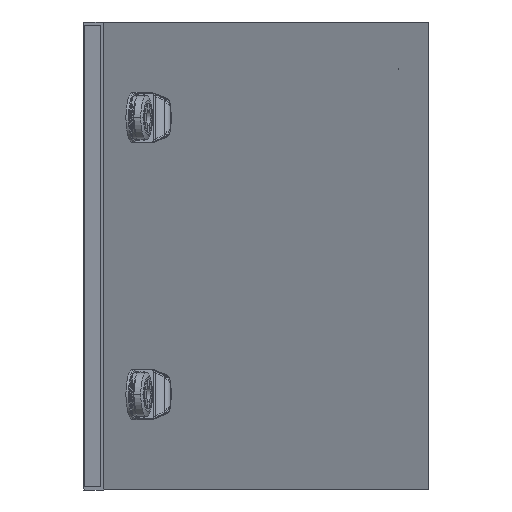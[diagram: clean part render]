
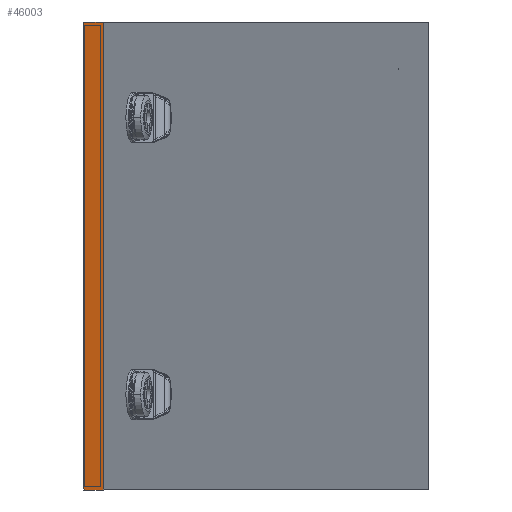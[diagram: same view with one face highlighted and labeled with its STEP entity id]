
A CAD part, front view. The second image highlights one B-rep face of the part: STEP entity #46003.
In plain terms, the highlighted planar face has unit normal (-0.259, -0.966, 0).
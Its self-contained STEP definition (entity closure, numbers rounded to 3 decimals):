
#1043 = EDGE_LOOP ( 'NONE', ( #62424, #96939, #82273, #43095 ) ) ;
#2393 = CARTESIAN_POINT ( 'NONE',  ( -189.082, -699.726, 25. ) ) ;
#2473 = EDGE_CURVE ( 'NONE', #5678, #47721, #98067, .T. ) ;
#5035 = VECTOR ( 'NONE', #108569, 1000. ) ;
#5678 = VERTEX_POINT ( 'NONE', #79139 ) ;
#7069 = CARTESIAN_POINT ( 'NONE',  ( -201.157, -696.493, 25. ) ) ;
#8225 = AXIS2_PLACEMENT_3D ( 'NONE', #104127, #79186, #80275 ) ;
#10149 = DIRECTION ( 'NONE',  ( 0., 0., 1. ) ) ;
#10809 = EDGE_CURVE ( 'NONE', #54637, #99975, #20073, .T. ) ;
#12248 = EDGE_CURVE ( 'NONE', #54637, #47721, #91832, .T. ) ;
#16184 = CARTESIAN_POINT ( 'NONE',  ( -189.082, -699.726, 173. ) ) ;
#20073 = LINE ( 'NONE', #2393, #60632 ) ;
#21939 = FACE_OUTER_BOUND ( 'NONE', #1043, .T. ) ;
#24629 = DIRECTION ( 'NONE',  ( -0.966, 0.259, 0. ) ) ;
#38035 = VECTOR ( 'NONE', #55789, 1000. ) ;
#43095 = ORIENTED_EDGE ( 'NONE', *, *, #12248, .F. ) ;
#46003 = ADVANCED_FACE ( 'NONE', ( #21939 ), #88581, .F. ) ;
#47721 = VERTEX_POINT ( 'NONE', #64362 ) ;
#48578 = CARTESIAN_POINT ( 'NONE',  ( -186.34, -700.46, -123. ) ) ;
#54637 = VERTEX_POINT ( 'NONE', #56387 ) ;
#55241 = CARTESIAN_POINT ( 'NONE',  ( -186.34, -700.46, 173. ) ) ;
#55789 = DIRECTION ( 'NONE',  ( -0.966, 0.259, 0. ) ) ;
#56387 = CARTESIAN_POINT ( 'NONE',  ( -189.082, -699.726, -123. ) ) ;
#60632 = VECTOR ( 'NONE', #10149, 1000. ) ;
#62424 = ORIENTED_EDGE ( 'NONE', *, *, #10809, .T. ) ;
#64029 = VECTOR ( 'NONE', #24629, 1000. ) ;
#64362 = CARTESIAN_POINT ( 'NONE',  ( -201.157, -696.493, -123. ) ) ;
#79139 = CARTESIAN_POINT ( 'NONE',  ( -201.157, -696.493, 173. ) ) ;
#79186 = DIRECTION ( 'NONE',  ( 0.259, 0.966, 0. ) ) ;
#80275 = DIRECTION ( 'NONE',  ( 0., 0., -1. ) ) ;
#82273 = ORIENTED_EDGE ( 'NONE', *, *, #2473, .T. ) ;
#88581 = PLANE ( 'NONE',  #8225 ) ;
#91832 = LINE ( 'NONE', #48578, #64029 ) ;
#96939 = ORIENTED_EDGE ( 'NONE', *, *, #99415, .T. ) ;
#98067 = LINE ( 'NONE', #7069, #5035 ) ;
#99415 = EDGE_CURVE ( 'NONE', #99975, #5678, #107319, .T. ) ;
#99975 = VERTEX_POINT ( 'NONE', #16184 ) ;
#104127 = CARTESIAN_POINT ( 'NONE',  ( -191.014, -699.208, 25. ) ) ;
#107319 = LINE ( 'NONE', #55241, #38035 ) ;
#108569 = DIRECTION ( 'NONE',  ( 0., 0., -1. ) ) ;
